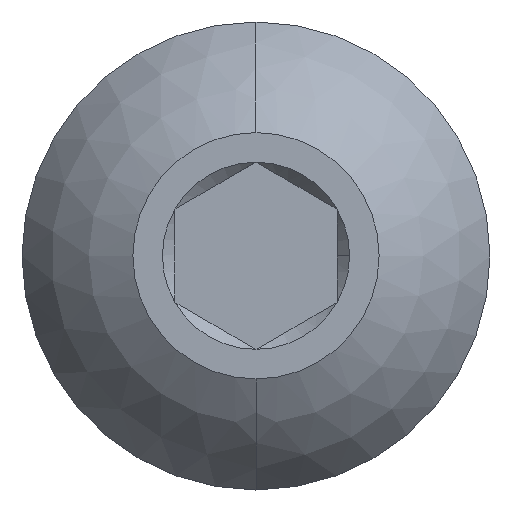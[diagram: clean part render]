
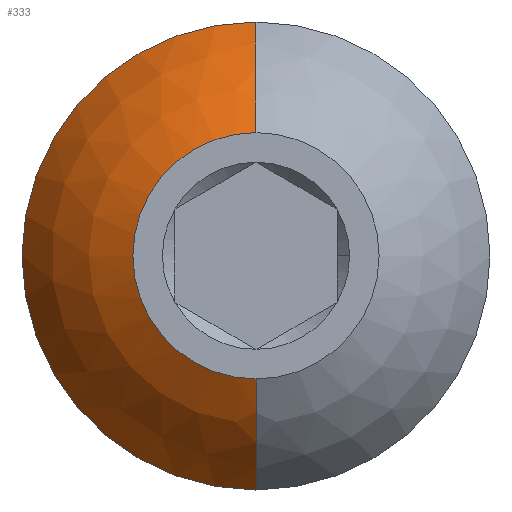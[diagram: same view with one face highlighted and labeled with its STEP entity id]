
A CAD part, top view. The second image highlights one B-rep face of the part: STEP entity #333.
In plain terms, the highlighted spherical face has radius 5.172 mm.
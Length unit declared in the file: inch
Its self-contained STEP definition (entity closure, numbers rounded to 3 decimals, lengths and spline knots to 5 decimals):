
#79 = CARTESIAN_POINT ( 'NONE',  ( 0., 0.1805, -0.08585 ) ) ;
#119 = AXIS2_PLACEMENT_3D ( 'NONE', #841, #247, #257 ) ;
#133 = CIRCLE ( 'NONE', #882, 0.20363 ) ;
#183 = CARTESIAN_POINT ( 'NONE',  ( 0., 0., -0.18011 ) ) ;
#236 = DIRECTION ( 'NONE',  ( 1., 0., 0. ) ) ;
#247 = DIRECTION ( 'NONE',  ( 0., 0., 1. ) ) ;
#257 = DIRECTION ( 'NONE',  ( 1., 0., 0. ) ) ;
#333 = ADVANCED_FACE ( 'NONE', ( #966 ), #386, .T. ) ;
#353 = AXIS2_PLACEMENT_3D ( 'NONE', #183, #895, #781 ) ;
#384 = DIRECTION ( 'NONE',  ( 1., 0., 0. ) ) ;
#386 = SPHERICAL_SURFACE ( 'NONE', #1573, 0.20363 ) ;
#400 = CIRCLE ( 'NONE', #119, 0.1805 ) ;
#470 = CIRCLE ( 'NONE', #1053, 0.1805 ) ;
#532 = DIRECTION ( 'NONE',  ( 0., 0., 1. ) ) ;
#540 = ORIENTED_EDGE ( 'NONE', *, *, #1008, .T. ) ;
#561 = ORIENTED_EDGE ( 'NONE', *, *, #891, .F. ) ;
#565 = AXIS2_PLACEMENT_3D ( 'NONE', #1267, #532, #384 ) ;
#633 = CARTESIAN_POINT ( 'NONE',  ( 0., 0., -0.18011 ) ) ;
#680 = DIRECTION ( 'NONE',  ( 0., 0., -1. ) ) ;
#781 = DIRECTION ( 'NONE',  ( 0., -1., 0. ) ) ;
#791 = VERTEX_POINT ( 'NONE', #1646 ) ;
#841 = CARTESIAN_POINT ( 'NONE',  ( 0., 0., -0.08585 ) ) ;
#882 = AXIS2_PLACEMENT_3D ( 'NONE', #633, #1824, #1225 ) ;
#888 = ORIENTED_EDGE ( 'NONE', *, *, #1816, .T. ) ;
#891 = EDGE_CURVE ( 'NONE', #1281, #1737, #133, .T. ) ;
#895 = DIRECTION ( 'NONE',  ( -1., 0., 0. ) ) ;
#966 = FACE_OUTER_BOUND ( 'NONE', #1726, .T. ) ;
#974 = DIRECTION ( 'NONE',  ( 0., 0., 1. ) ) ;
#1008 = EDGE_CURVE ( 'NONE', #1746, #1599, #1278, .T. ) ;
#1009 = CARTESIAN_POINT ( 'NONE',  ( 0., 0.095, 0. ) ) ;
#1053 = AXIS2_PLACEMENT_3D ( 'NONE', #1395, #974, #236 ) ;
#1146 = ORIENTED_EDGE ( 'NONE', *, *, #1433, .T. ) ;
#1225 = DIRECTION ( 'NONE',  ( 0., 1., 0. ) ) ;
#1267 = CARTESIAN_POINT ( 'NONE',  ( 0., 0., 0. ) ) ;
#1269 = DIRECTION ( 'NONE',  ( 0., -1., 0. ) ) ;
#1278 = CIRCLE ( 'NONE', #353, 0.20363 ) ;
#1281 = VERTEX_POINT ( 'NONE', #79 ) ;
#1375 = EDGE_CURVE ( 'NONE', #1737, #1599, #1901, .T. ) ;
#1395 = CARTESIAN_POINT ( 'NONE',  ( 0., 0., -0.08585 ) ) ;
#1433 = EDGE_CURVE ( 'NONE', #791, #1746, #470, .T. ) ;
#1453 = ORIENTED_EDGE ( 'NONE', *, *, #1375, .F. ) ;
#1573 = AXIS2_PLACEMENT_3D ( 'NONE', #1733, #680, #1269 ) ;
#1599 = VERTEX_POINT ( 'NONE', #1751 ) ;
#1646 = CARTESIAN_POINT ( 'NONE',  ( -0.1805, 0., -0.08585 ) ) ;
#1726 = EDGE_LOOP ( 'NONE', ( #561, #888, #1146, #540, #1453 ) ) ;
#1733 = CARTESIAN_POINT ( 'NONE',  ( 0., 0., -0.18011 ) ) ;
#1737 = VERTEX_POINT ( 'NONE', #1009 ) ;
#1746 = VERTEX_POINT ( 'NONE', #1752 ) ;
#1751 = CARTESIAN_POINT ( 'NONE',  ( 0., -0.095, 0. ) ) ;
#1752 = CARTESIAN_POINT ( 'NONE',  ( 0., -0.1805, -0.08585 ) ) ;
#1816 = EDGE_CURVE ( 'NONE', #1281, #791, #400, .T. ) ;
#1824 = DIRECTION ( 'NONE',  ( 1., 0., 0. ) ) ;
#1901 = CIRCLE ( 'NONE', #565, 0.095 ) ;
